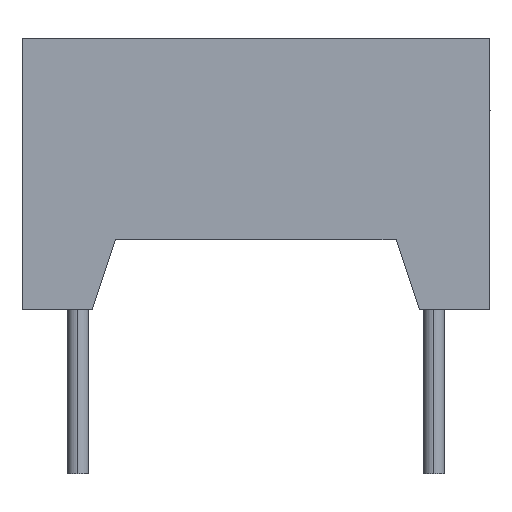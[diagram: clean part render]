
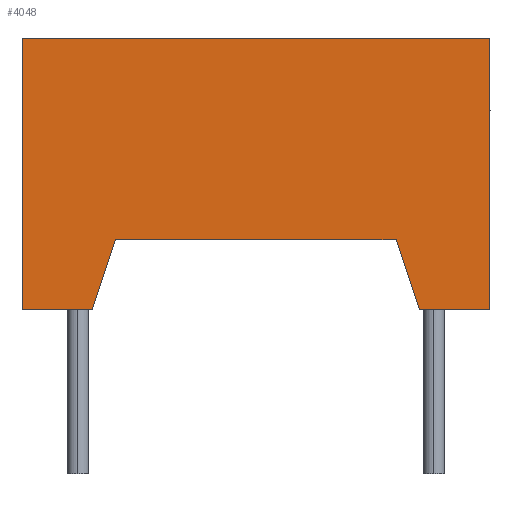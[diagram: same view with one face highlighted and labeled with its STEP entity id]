
A CAD part, left-side view. The second image highlights one B-rep face of the part: STEP entity #4048.
In plain terms, the highlighted planar face has unit normal (-1, 0, 0).
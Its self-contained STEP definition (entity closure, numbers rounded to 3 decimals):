
#406 = FACE_OUTER_BOUND ( 'NONE', #12490, .T. ) ;
#501 = DIRECTION ( 'NONE',  ( 0., 1., 0. ) ) ;
#773 = VECTOR ( 'NONE', #6888, 1000. ) ;
#935 = VERTEX_POINT ( 'NONE', #4166 ) ;
#1199 = EDGE_CURVE ( 'NONE', #2064, #4623, #10363, .T. ) ;
#1275 = CARTESIAN_POINT ( 'NONE',  ( -12., -5., 5.8 ) ) ;
#1308 = DIRECTION ( 'NONE',  ( 0., -0.316, 0.949 ) ) ;
#1315 = EDGE_CURVE ( 'NONE', #5980, #6553, #2043, .T. ) ;
#1424 = LINE ( 'NONE', #8409, #3988 ) ;
#1826 = CARTESIAN_POINT ( 'NONE',  ( -12., -3., 1.5 ) ) ;
#2043 = LINE ( 'NONE', #7548, #7317 ) ;
#2064 = VERTEX_POINT ( 'NONE', #3589 ) ;
#2326 = LINE ( 'NONE', #5849, #773 ) ;
#2432 = VECTOR ( 'NONE', #501, 1000. ) ;
#3130 = DIRECTION ( 'NONE',  ( 0., 0., -1. ) ) ;
#3189 = DIRECTION ( 'NONE',  ( 0., 1., 0. ) ) ;
#3221 = ORIENTED_EDGE ( 'NONE', *, *, #7534, .F. ) ;
#3251 = ORIENTED_EDGE ( 'NONE', *, *, #13740, .T. ) ;
#3329 = VERTEX_POINT ( 'NONE', #8700 ) ;
#3589 = CARTESIAN_POINT ( 'NONE',  ( -12., 3.5, 0. ) ) ;
#3649 = DIRECTION ( 'NONE',  ( 1., 0., 0. ) ) ;
#3902 = CARTESIAN_POINT ( 'NONE',  ( -12., -5., 0. ) ) ;
#3955 = EDGE_CURVE ( 'NONE', #10469, #5980, #9089, .T. ) ;
#3969 = ORIENTED_EDGE ( 'NONE', *, *, #1199, .T. ) ;
#3988 = VECTOR ( 'NONE', #7248, 1000. ) ;
#4048 = ADVANCED_FACE ( 'NONE', ( #406 ), #10272, .F. ) ;
#4166 = CARTESIAN_POINT ( 'NONE',  ( -12., 5., 5.8 ) ) ;
#4243 = CARTESIAN_POINT ( 'NONE',  ( -12., -5., 5.8 ) ) ;
#4623 = VERTEX_POINT ( 'NONE', #11578 ) ;
#4825 = VECTOR ( 'NONE', #6297, 1000. ) ;
#5151 = EDGE_CURVE ( 'NONE', #935, #3329, #13260, .T. ) ;
#5304 = ORIENTED_EDGE ( 'NONE', *, *, #11346, .F. ) ;
#5520 = CARTESIAN_POINT ( 'NONE',  ( -12., -3.5, 0. ) ) ;
#5800 = CARTESIAN_POINT ( 'NONE',  ( -12., 3.5, 0. ) ) ;
#5849 = CARTESIAN_POINT ( 'NONE',  ( -12., -3.5, 0. ) ) ;
#5980 = VERTEX_POINT ( 'NONE', #3902 ) ;
#6191 = VECTOR ( 'NONE', #13623, 1000. ) ;
#6297 = DIRECTION ( 'NONE',  ( 0., 1., 0. ) ) ;
#6443 = AXIS2_PLACEMENT_3D ( 'NONE', #7051, #3649, #12670 ) ;
#6553 = VERTEX_POINT ( 'NONE', #5520 ) ;
#6888 = DIRECTION ( 'NONE',  ( 0., -0.316, -0.949 ) ) ;
#7051 = CARTESIAN_POINT ( 'NONE',  ( -12., -5., 5.8 ) ) ;
#7052 = EDGE_CURVE ( 'NONE', #2064, #3329, #7259, .T. ) ;
#7248 = DIRECTION ( 'NONE',  ( 0., -1., 0. ) ) ;
#7259 = LINE ( 'NONE', #14129, #4825 ) ;
#7317 = VECTOR ( 'NONE', #3189, 1000. ) ;
#7425 = CARTESIAN_POINT ( 'NONE',  ( -12., 5., 5.8 ) ) ;
#7534 = EDGE_CURVE ( 'NONE', #9136, #4623, #14081, .T. ) ;
#7548 = CARTESIAN_POINT ( 'NONE',  ( -12., -3.5, 0. ) ) ;
#7610 = ORIENTED_EDGE ( 'NONE', *, *, #7052, .F. ) ;
#8409 = CARTESIAN_POINT ( 'NONE',  ( -12., -5., 5.8 ) ) ;
#8700 = CARTESIAN_POINT ( 'NONE',  ( -12., 5., 0. ) ) ;
#9089 = LINE ( 'NONE', #4243, #6191 ) ;
#9136 = VERTEX_POINT ( 'NONE', #1826 ) ;
#9837 = ORIENTED_EDGE ( 'NONE', *, *, #5151, .T. ) ;
#10272 = PLANE ( 'NONE',  #6443 ) ;
#10363 = LINE ( 'NONE', #5800, #13923 ) ;
#10469 = VERTEX_POINT ( 'NONE', #1275 ) ;
#11346 = EDGE_CURVE ( 'NONE', #935, #10469, #1424, .T. ) ;
#11578 = CARTESIAN_POINT ( 'NONE',  ( -12., 3., 1.5 ) ) ;
#11869 = VECTOR ( 'NONE', #3130, 1000. ) ;
#12490 = EDGE_LOOP ( 'NONE', ( #3221, #3251, #12839, #13253, #5304, #9837, #7610, #3969 ) ) ;
#12670 = DIRECTION ( 'NONE',  ( 0., 0., -1. ) ) ;
#12772 = CARTESIAN_POINT ( 'NONE',  ( -12., 5., 1.5 ) ) ;
#12839 = ORIENTED_EDGE ( 'NONE', *, *, #1315, .F. ) ;
#13253 = ORIENTED_EDGE ( 'NONE', *, *, #3955, .F. ) ;
#13260 = LINE ( 'NONE', #7425, #11869 ) ;
#13623 = DIRECTION ( 'NONE',  ( 0., 0., -1. ) ) ;
#13740 = EDGE_CURVE ( 'NONE', #9136, #6553, #2326, .T. ) ;
#13923 = VECTOR ( 'NONE', #1308, 1000. ) ;
#14081 = LINE ( 'NONE', #12772, #2432 ) ;
#14129 = CARTESIAN_POINT ( 'NONE',  ( -12., 5., 0. ) ) ;
